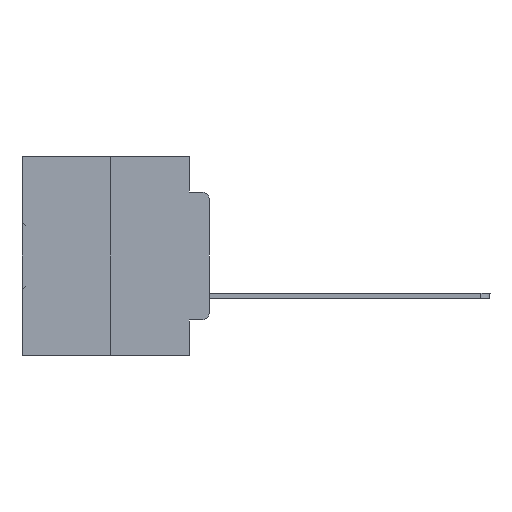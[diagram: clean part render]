
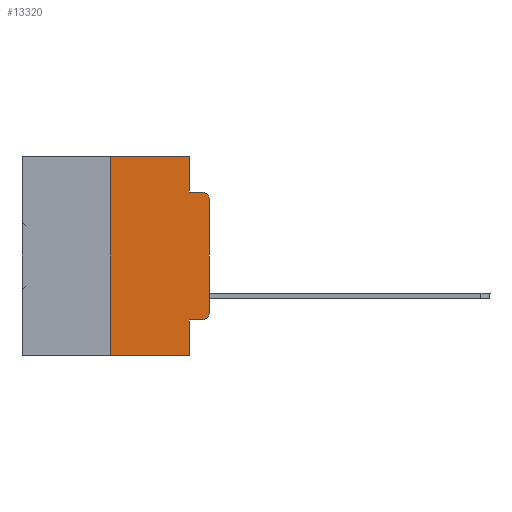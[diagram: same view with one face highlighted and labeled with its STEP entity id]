
A CAD part, left-side view. The second image highlights one B-rep face of the part: STEP entity #13320.
In plain terms, the highlighted planar face has unit normal (-1, 0, 0).
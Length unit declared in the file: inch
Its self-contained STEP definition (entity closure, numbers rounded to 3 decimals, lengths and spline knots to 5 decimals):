
#897 = ORIENTED_EDGE ( 'NONE', *, *, #11850, .T. ) ;
#1449 = DIRECTION ( 'NONE',  ( 0., 0., -1. ) ) ;
#3111 = EDGE_CURVE ( 'NONE', #6734, #30003, #19439, .T. ) ;
#3272 = CARTESIAN_POINT ( 'NONE',  ( 0., 0.051, -0.4115 ) ) ;
#3371 = CARTESIAN_POINT ( 'NONE',  ( 0., 0.02, -0.0885 ) ) ;
#3509 = EDGE_CURVE ( 'NONE', #30182, #31163, #30663, .T. ) ;
#4037 = CARTESIAN_POINT ( 'NONE',  ( 0., 0.25, 0. ) ) ;
#4187 = PLANE ( 'NONE',  #19878 ) ;
#4477 = EDGE_CURVE ( 'NONE', #6109, #6734, #12140, .T. ) ;
#4691 = CARTESIAN_POINT ( 'NONE',  ( 0., 0.02, -0.3915 ) ) ;
#5022 = VERTEX_POINT ( 'NONE', #31936 ) ;
#5530 = CIRCLE ( 'NONE', #25316, 0.02 ) ;
#5560 = LINE ( 'NONE', #13589, #9744 ) ;
#5569 = CARTESIAN_POINT ( 'NONE',  ( 0., 0.473, 0. ) ) ;
#5710 = DIRECTION ( 'NONE',  ( 0., 0., -1. ) ) ;
#6109 = VERTEX_POINT ( 'NONE', #27627 ) ;
#6372 = ORIENTED_EDGE ( 'NONE', *, *, #3111, .F. ) ;
#6734 = VERTEX_POINT ( 'NONE', #4037 ) ;
#6880 = CARTESIAN_POINT ( 'NONE',  ( 0., 0., 0. ) ) ;
#9101 = VECTOR ( 'NONE', #22825, 39.37008 ) ;
#9267 = ORIENTED_EDGE ( 'NONE', *, *, #4477, .F. ) ;
#9404 = DIRECTION ( 'NONE',  ( 0., 0., 1. ) ) ;
#9744 = VECTOR ( 'NONE', #18416, 39.37008 ) ;
#9807 = DIRECTION ( 'NONE',  ( 0., 0., 1. ) ) ;
#10922 = DIRECTION ( 'NONE',  ( 0., -1., 0. ) ) ;
#11535 = CARTESIAN_POINT ( 'NONE',  ( 0., 0., -0.3915 ) ) ;
#11850 = EDGE_CURVE ( 'NONE', #34632, #15176, #22933, .T. ) ;
#11875 = LINE ( 'NONE', #27903, #9101 ) ;
#12140 = LINE ( 'NONE', #22732, #28577 ) ;
#12550 = CARTESIAN_POINT ( 'NONE',  ( 0., 0.051, -0.5 ) ) ;
#13028 = VERTEX_POINT ( 'NONE', #16792 ) ;
#13320 = ADVANCED_FACE ( 'NONE', ( #23871 ), #4187, .F. ) ;
#13589 = CARTESIAN_POINT ( 'NONE',  ( 0., 0.051, 0. ) ) ;
#13792 = ORIENTED_EDGE ( 'NONE', *, *, #18774, .T. ) ;
#14136 = DIRECTION ( 'NONE',  ( 0., -1., 0. ) ) ;
#15176 = VERTEX_POINT ( 'NONE', #25900 ) ;
#15868 = ORIENTED_EDGE ( 'NONE', *, *, #22613, .T. ) ;
#16044 = VECTOR ( 'NONE', #9807, 39.37008 ) ;
#16731 = CIRCLE ( 'NONE', #24871, 0.02 ) ;
#16792 = CARTESIAN_POINT ( 'NONE',  ( 0., 0.051, -0.0885 ) ) ;
#17561 = VERTEX_POINT ( 'NONE', #3371 ) ;
#18416 = DIRECTION ( 'NONE',  ( 0., 0., -1. ) ) ;
#18774 = EDGE_CURVE ( 'NONE', #15176, #17561, #5530, .T. ) ;
#19439 = LINE ( 'NONE', #5569, #19803 ) ;
#19581 = VECTOR ( 'NONE', #28343, 39.37008 ) ;
#19685 = EDGE_CURVE ( 'NONE', #6109, #31163, #23068, .T. ) ;
#19803 = VECTOR ( 'NONE', #14136, 39.37008 ) ;
#19878 = AXIS2_PLACEMENT_3D ( 'NONE', #26421, #21152, #1449 ) ;
#20517 = ORIENTED_EDGE ( 'NONE', *, *, #20907, .F. ) ;
#20896 = EDGE_LOOP ( 'NONE', ( #897, #13792, #30472, #20517, #6372, #9267, #27849, #23790, #21169, #15868 ) ) ;
#20907 = EDGE_CURVE ( 'NONE', #30003, #13028, #5560, .T. ) ;
#21152 = DIRECTION ( 'NONE',  ( 1., 0., 0. ) ) ;
#21169 = ORIENTED_EDGE ( 'NONE', *, *, #35671, .T. ) ;
#22613 = EDGE_CURVE ( 'NONE', #5022, #34632, #16731, .T. ) ;
#22648 = VECTOR ( 'NONE', #10922, 39.37008 ) ;
#22732 = CARTESIAN_POINT ( 'NONE',  ( 0., 0.25, 0. ) ) ;
#22825 = DIRECTION ( 'NONE',  ( 0., -1., 0. ) ) ;
#22933 = LINE ( 'NONE', #6880, #16044 ) ;
#23068 = LINE ( 'NONE', #34122, #19581 ) ;
#23790 = ORIENTED_EDGE ( 'NONE', *, *, #3509, .F. ) ;
#23871 = FACE_OUTER_BOUND ( 'NONE', #20896, .T. ) ;
#23903 = VECTOR ( 'NONE', #5710, 39.37008 ) ;
#24200 = DIRECTION ( 'NONE',  ( -1., 0., 0. ) ) ;
#24498 = CARTESIAN_POINT ( 'NONE',  ( 0., 0.051, 0. ) ) ;
#24871 = AXIS2_PLACEMENT_3D ( 'NONE', #4691, #24200, #27090 ) ;
#25055 = DIRECTION ( 'NONE',  ( -1., 0., 0. ) ) ;
#25316 = AXIS2_PLACEMENT_3D ( 'NONE', #30863, #25055, #35943 ) ;
#25900 = CARTESIAN_POINT ( 'NONE',  ( 0., 0., -0.1085 ) ) ;
#26421 = CARTESIAN_POINT ( 'NONE',  ( 0., 0.473, 0. ) ) ;
#27090 = DIRECTION ( 'NONE',  ( 0., 0., -1. ) ) ;
#27627 = CARTESIAN_POINT ( 'NONE',  ( 0., 0.25, -0.5 ) ) ;
#27849 = ORIENTED_EDGE ( 'NONE', *, *, #19685, .T. ) ;
#27903 = CARTESIAN_POINT ( 'NONE',  ( 0., 0.051, -0.0885 ) ) ;
#28343 = DIRECTION ( 'NONE',  ( 0., -1., 0. ) ) ;
#28577 = VECTOR ( 'NONE', #9404, 39.37008 ) ;
#30003 = VERTEX_POINT ( 'NONE', #35222 ) ;
#30182 = VERTEX_POINT ( 'NONE', #31041 ) ;
#30472 = ORIENTED_EDGE ( 'NONE', *, *, #33223, .F. ) ;
#30663 = LINE ( 'NONE', #24498, #23903 ) ;
#30863 = CARTESIAN_POINT ( 'NONE',  ( 0., 0.02, -0.1085 ) ) ;
#31041 = CARTESIAN_POINT ( 'NONE',  ( 0., 0.051, -0.4115 ) ) ;
#31163 = VERTEX_POINT ( 'NONE', #12550 ) ;
#31936 = CARTESIAN_POINT ( 'NONE',  ( 0., 0.02, -0.4115 ) ) ;
#32948 = LINE ( 'NONE', #3272, #22648 ) ;
#33223 = EDGE_CURVE ( 'NONE', #13028, #17561, #11875, .T. ) ;
#34122 = CARTESIAN_POINT ( 'NONE',  ( 0., 0.473, -0.5 ) ) ;
#34632 = VERTEX_POINT ( 'NONE', #11535 ) ;
#35222 = CARTESIAN_POINT ( 'NONE',  ( 0., 0.051, 0. ) ) ;
#35671 = EDGE_CURVE ( 'NONE', #30182, #5022, #32948, .T. ) ;
#35943 = DIRECTION ( 'NONE',  ( 0., 0., -1. ) ) ;
